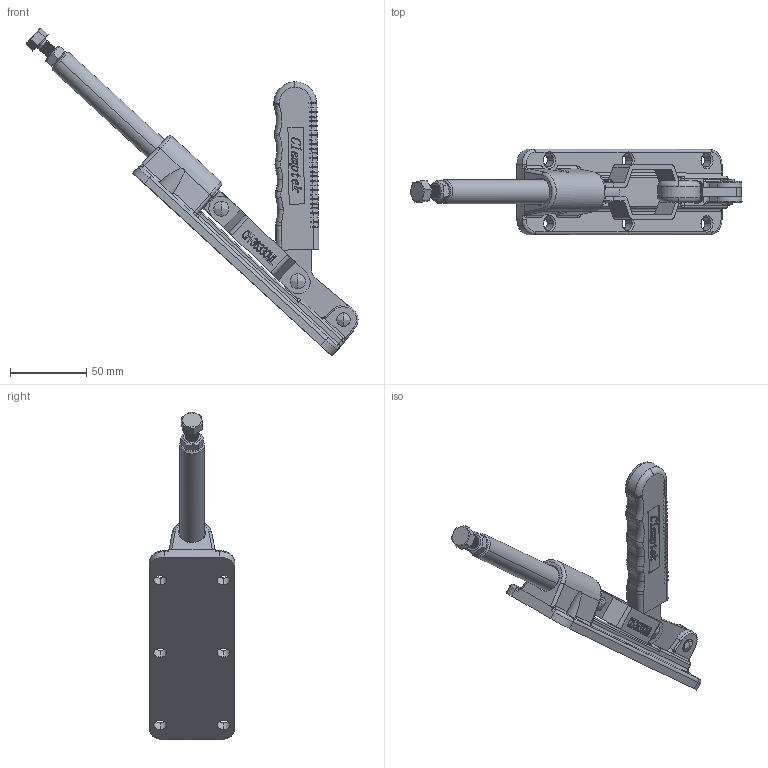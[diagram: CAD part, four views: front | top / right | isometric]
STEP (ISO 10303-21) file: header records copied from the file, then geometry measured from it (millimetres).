
FILE_DESCRIPTION((''),'2;1');
FILE_NAME('CH-36330MLASM0001_ASM','2012-06-25T',('Administrator'),(''),'PRO/ENGINEER BY PARAMETRIC TECHNOLOGY CORPORATION, 2007170','PRO/ENGINEER BY PARAMETRIC TECHNOLOGY CORPORATION, 2007170','');
FILE_SCHEMA(('CONFIG_CONTROL_DESIGN'));
Length unit declared in the file: millimetre
Products named in the file (11): 36330MLDC; 36330-MLSHOUBA; 36330MLSHOUB; 36330-MLDINGZHOU; 36330-MLLIANGA; PRT0001; M8_NUT_____; CH-SA-085012_SPINDLE_SUPPLIED__; PRT0002; PRT0003; CH-36330MLASM0001_ASM
Assembly tree (11 placements, depth 2):
  CH-36330MLASM0001_ASM
    36330MLDC
    36330-MLSHOUBA
    36330MLSHOUB
    36330-MLDINGZHOU
    36330-MLLIANGA
    PRT0001
    M8_NUT_____
    CH-SA-085012_SPINDLE_SUPPLIED__
    PRT0002  x2
    PRT0003
Bounding box: 217.38 x 56 x 214.61 mm (x, y, z)
Volume: 192224.4 mm3; surface area: 74031.5 mm2
Topology: 15 solids, 15 shells, 1999 faces, 5481 edges, 3543 vertices
Faces by surface type: plane 852, cylinder 491, extrusion 450, torus 100, bspline 66, cone 28, sphere 12
Entity records: 90093 total; most frequent: CARTESIAN_POINT 41815, ORIENTED_EDGE 10866, DIRECTION 8281, EDGE_CURVE 5433, VECTOR 3669, VERTEX_POINT 3528, LINE 3219, AXIS2_PLACEMENT_3D 2306
